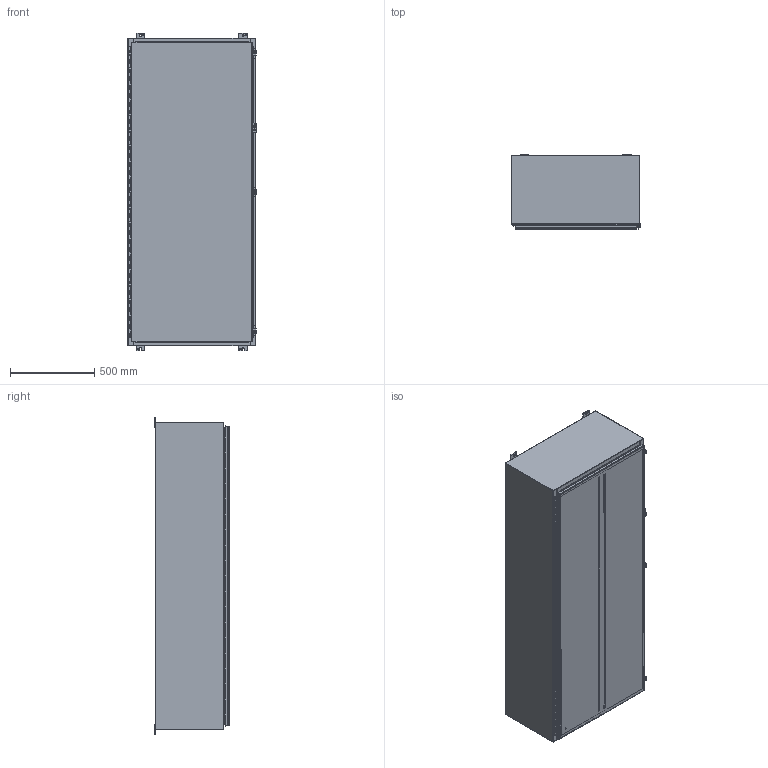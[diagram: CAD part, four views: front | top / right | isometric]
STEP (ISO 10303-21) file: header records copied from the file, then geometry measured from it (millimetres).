
FILE_DESCRIPTION (( 'STEP AP203' ), '1' );
FILE_NAME ('1418U16_Default.step', '2019-11-02T22:21:34', ( '' ), ( '' ), 'SwSTEP 2.0', 'SolidWorks 2019', '' );
FILE_SCHEMA (( 'CONFIG_CONTROL_DESIGN' ));
Products named in the file (1): 1418U16_Default
Bounding box: 764.39 x 442.9 x 1885.95 mm (x, y, z)
Volume: 13735719.4 mm3; surface area: 14049033.8 mm2
Topology: 34 solids, 34 shells, 1662 faces, 4534 edges, 2980 vertices
Faces by surface type: plane 945, cylinder 647, bspline 54, cone 16
Entity records: 53517 total; most frequent: CARTESIAN_POINT 10435, ORIENTED_EDGE 9068, DIRECTION 9004, EDGE_CURVE 4534, VECTOR 3074, LINE 3074, VERTEX_POINT 2980, AXIS2_PLACEMENT_3D 2965
